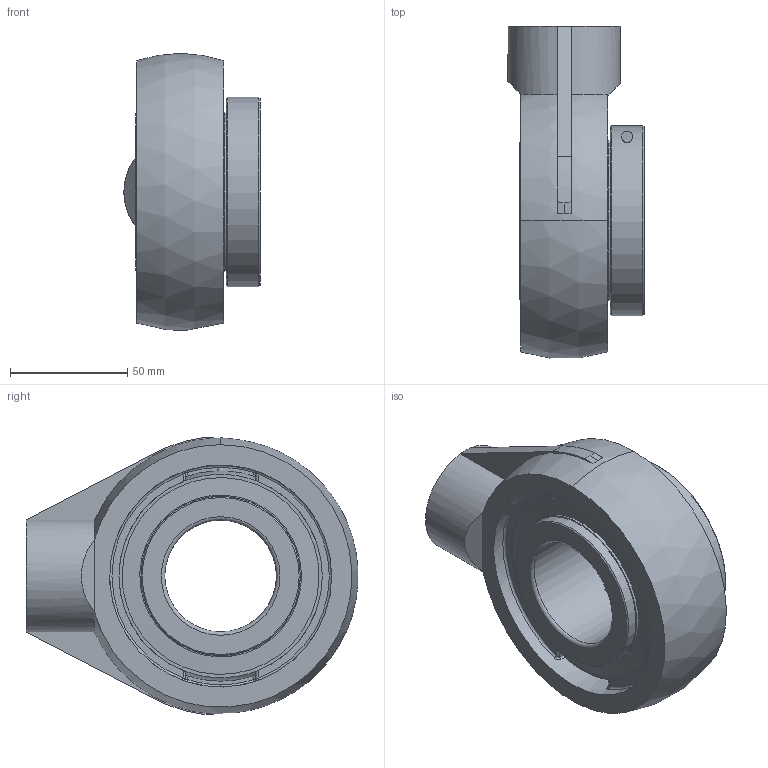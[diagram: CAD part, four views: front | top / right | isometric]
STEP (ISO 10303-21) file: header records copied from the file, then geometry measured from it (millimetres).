
FILE_DESCRIPTION(('HOOPS Exchange Step'),'2;1');
FILE_NAME('export-E44D8480-0883-421A-B260-A0A75223BE76.stp','2020-05-27T10:06:43-07:00',('dkerr'),('Alibre'),'HOOPS Exchange 2020.0','Alibre','Unknown authorisation');
FILE_SCHEMA( ('AP242_MANAGED_MODEL_BASED_3D_ENGINEERING_MIM_LF {1 0 10303 442 1 1 4 }') );
Length unit declared in the file: inch
Products named in the file (8): MRN SHAM L4L 210; MRN SUE 210-30 L4L (1.875) (Race); MRN SUE 210 L4L (Ball); MRN SUE 210 L4L (Shield); MRN SUE 210 L4L (Lock Ring); MRN SUE 210 L4L (Bolt); MRN SUE 210-30 L4L (1.875); MRN SUESHAM 210-30 L4L (1.875inch)
Assembly tree (8 placements, depth 3):
  MRN SUESHAM 210-30 L4L (1.875inch)
    MRN SHAM L4L 210
    MRN SUE 210-30 L4L (1.875)
      MRN SUE 210-30 L4L (1.875) (Race)
      MRN SUE 210 L4L (Ball)
      MRN SUE 210 L4L (Shield)  x2
      MRN SUE 210 L4L (Lock Ring)
      MRN SUE 210 L4L (Bolt)
Bounding box: 58.09 x 141.58 x 118 mm (x, y, z)
Volume: 331757.6 mm3; surface area: 104530.3 mm2
Topology: 17 solids, 17 shells, 207 faces, 577 edges, 383 vertices
Faces by surface type: plane 72, cylinder 56, cone 32, torus 24, sphere 19, bspline 4
Full cylindrical faces by diameter (mm): 4.917 x2, 6.4 x1, 10 x1, 25.4 x1, 47.625 x1, 68 x4, 69.016 x2, 80 x2, 84 x2, 92.741 x1, 94.741 x1, 100.1 x1
Entity records: 10563 total; most frequent: CARTESIAN_POINT 5237, DIRECTION 1121, ORIENTED_EDGE 1060, EDGE_CURVE 530, AXIS2_PLACEMENT_3D 464, VERTEX_POINT 369, CIRCLE 242, EDGE_LOOP 219
